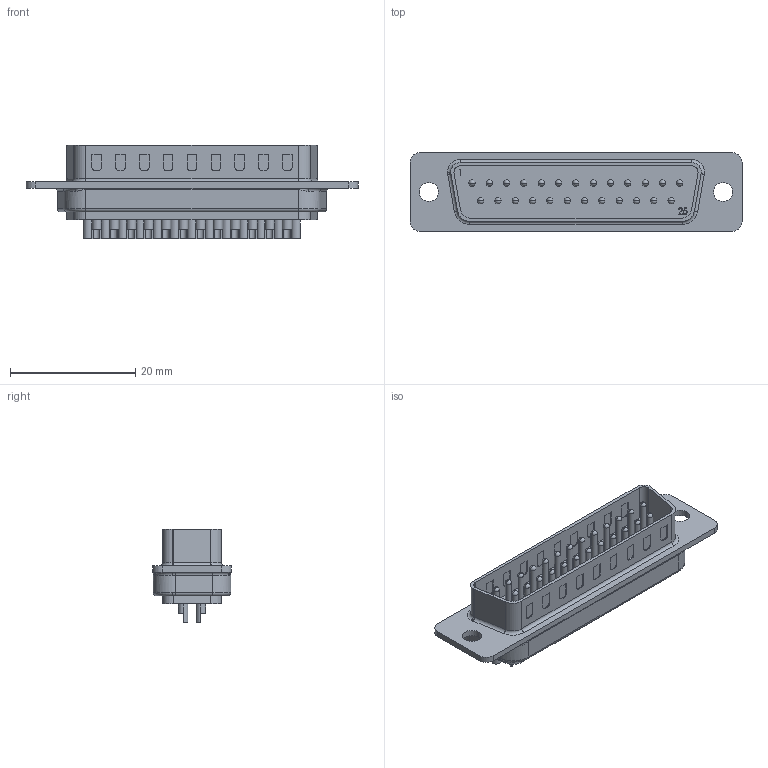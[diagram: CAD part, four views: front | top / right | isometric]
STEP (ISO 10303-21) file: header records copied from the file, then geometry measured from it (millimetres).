
FILE_DESCRIPTION (( 'STEP AP214' ), '1' );
FILE_NAME ('SD25P.STEP', '2015-12-21T15:19:43', ( 'x' ), ( '' ), 'SwSTEP 2.0', 'SolidWorks 2014', '' );
FILE_SCHEMA (( 'AUTOMOTIVE_DESIGN' ));
Length unit declared in the file: inch
Products named in the file (1): SD25P
Bounding box: 53.09 x 12.55 x 15.01 mm (x, y, z)
Volume: 3477.9 mm3; surface area: 3979.7 mm2
Topology: 1 solids, 1 shells, 707 faces, 1777 edges, 1114 vertices
Faces by surface type: plane 353, cylinder 266, sphere 50, torus 20, bspline 18
Entity records: 25692 total; most frequent: CARTESIAN_POINT 4519, DIRECTION 3638, ORIENTED_EDGE 3354, EDGE_CURVE 1677, AXIS2_PLACEMENT_3D 1303, VERTEX_POINT 1064, LINE 1032, VECTOR 1032
